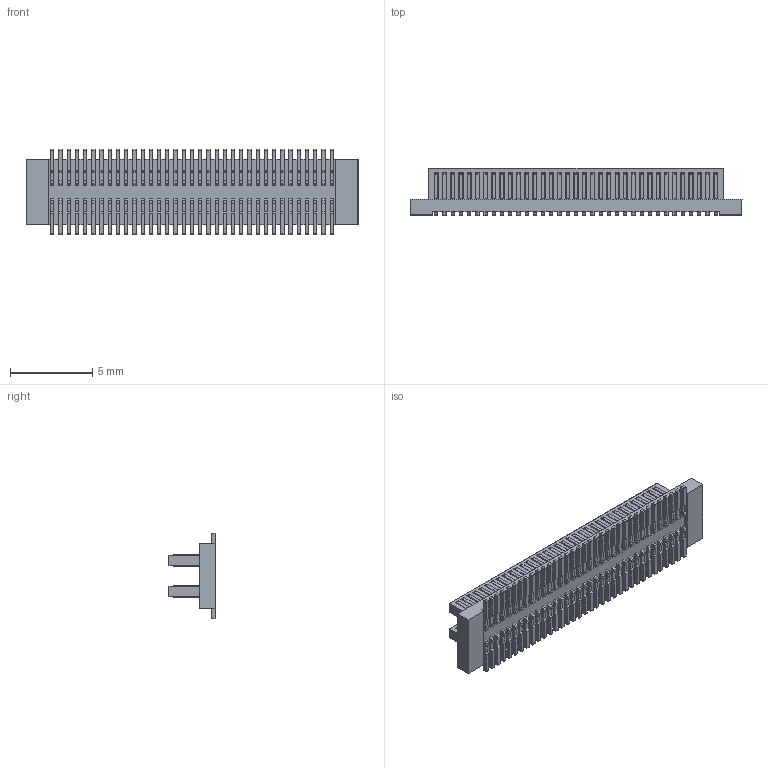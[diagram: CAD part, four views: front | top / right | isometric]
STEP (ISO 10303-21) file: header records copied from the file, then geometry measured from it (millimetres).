
FILE_DESCRIPTION((''),'2;1');
FILE_NAME('ASM0001_ASM1','2023-02-24T',('工程三'),(''),'PRO/ENGINEER BY PARAMETRIC TECHNOLOGY CORPORATION, 2010280','PRO/ENGINEER BY PARAMETRIC TECHNOLOGY CORPORATION, 2010280','');
FILE_SCHEMA(('CONFIG_CONTROL_DESIGN'));
Products named in the file (1): ASM0001_ASM1
Bounding box: 20.2 x 2.9 x 5.2 mm (x, y, z)
Volume: 113.7 mm3; surface area: 597.9 mm2
Topology: 1 solids, 1 shells, 3178 faces, 9094 edges, 5920 vertices
Faces by surface type: plane 2478, cylinder 700
Entity records: 102372 total; most frequent: CARTESIAN_POINT 18192, ORIENTED_EDGE 18188, DIRECTION 16850, EDGE_CURVE 9094, VECTOR 7694, LINE 7694, VERTEX_POINT 5920, AXIS2_PLACEMENT_3D 4578
